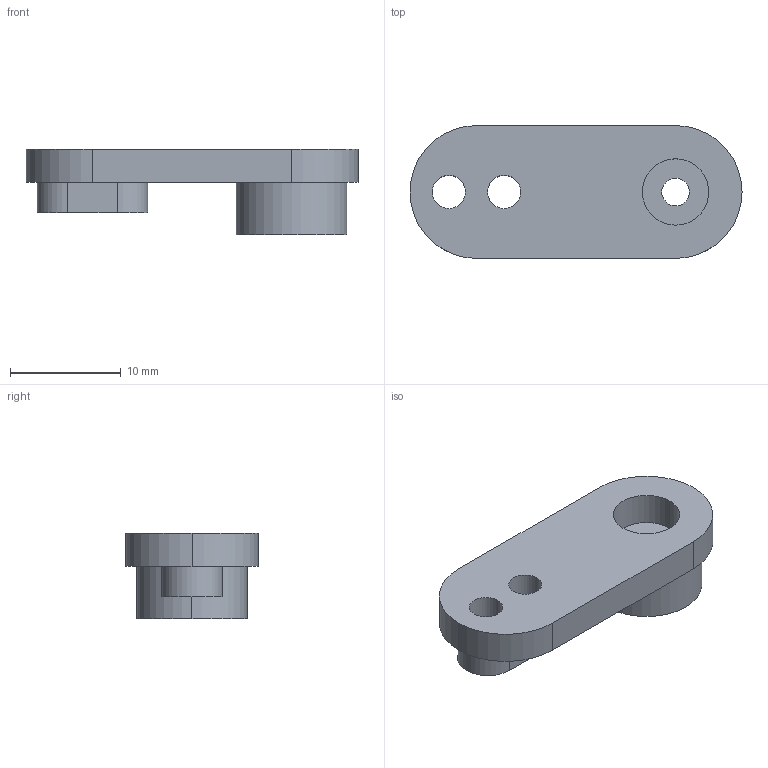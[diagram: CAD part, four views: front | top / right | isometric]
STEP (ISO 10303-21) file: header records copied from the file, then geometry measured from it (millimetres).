
FILE_DESCRIPTION (( 'STEP AP214' ), '1' );
FILE_NAME ('1 Arm.STEP', '2017-04-27T22:17:53', ( '' ), ( '' ), 'SwSTEP 2.0', 'SolidWorks 2016', '' );
FILE_SCHEMA (( 'AUTOMOTIVE_DESIGN' ));
Length unit declared in the file: inch
Products named in the file (1): 1 Arm
Bounding box: 30 x 12 x 7.75 mm (x, y, z)
Volume: 1225.8 mm3; surface area: 1317.8 mm2
Topology: 1 solids, 1 shells, 76 faces, 210 edges, 140 vertices
Faces by surface type: plane 60, cylinder 16
Entity records: 2458 total; most frequent: CARTESIAN_POINT 427, ORIENTED_EDGE 420, DIRECTION 396, EDGE_CURVE 210, VECTOR 178, LINE 178, VERTEX_POINT 140, AXIS2_PLACEMENT_3D 109
